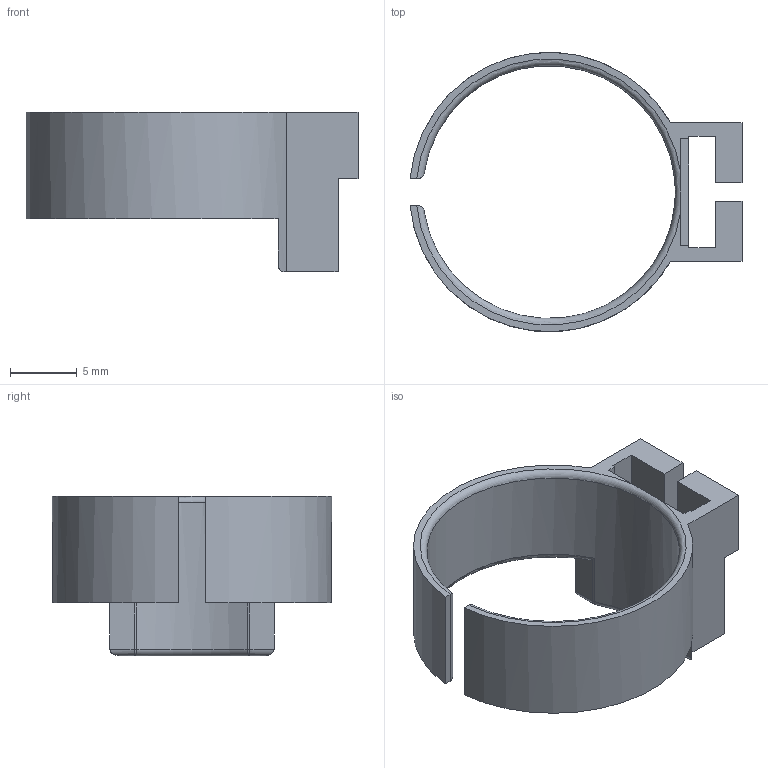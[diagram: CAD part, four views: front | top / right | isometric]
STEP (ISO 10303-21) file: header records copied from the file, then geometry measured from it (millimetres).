
FILE_DESCRIPTION(('FreeCAD Model'),'2;1');
FILE_NAME('Open CASCADE Shape Model','2024-07-31T23:20:54',('Author'),( ''),'Open CASCADE STEP processor 7.6','FreeCAD','Unknown');
FILE_SCHEMA(('AUTOMOTIVE_DESIGN { 1 0 10303 214 1 1 1 1 }'));
Length unit declared in the file: millimetre
Products named in the file (2): Part1; SOLID
Assembly tree (1 placements, depth 2):
  Part1
    SOLID
Bounding box: 24.95 x 20.98 x 12 mm (x, y, z)
Volume: 706.2 mm3; surface area: 1517.3 mm2
Topology: 1 solids, 1 shells, 51 faces, 137 edges, 86 vertices
Faces by surface type: plane 36, cylinder 9, torus 4, sphere 2
Entity records: 1681 total; most frequent: CARTESIAN_POINT 405, ORIENTED_EDGE 270, DIRECTION 239, EDGE_CURVE 135, LINE 95, VECTOR 95, VERTEX_POINT 86, AXIS2_PLACEMENT_3D 72
